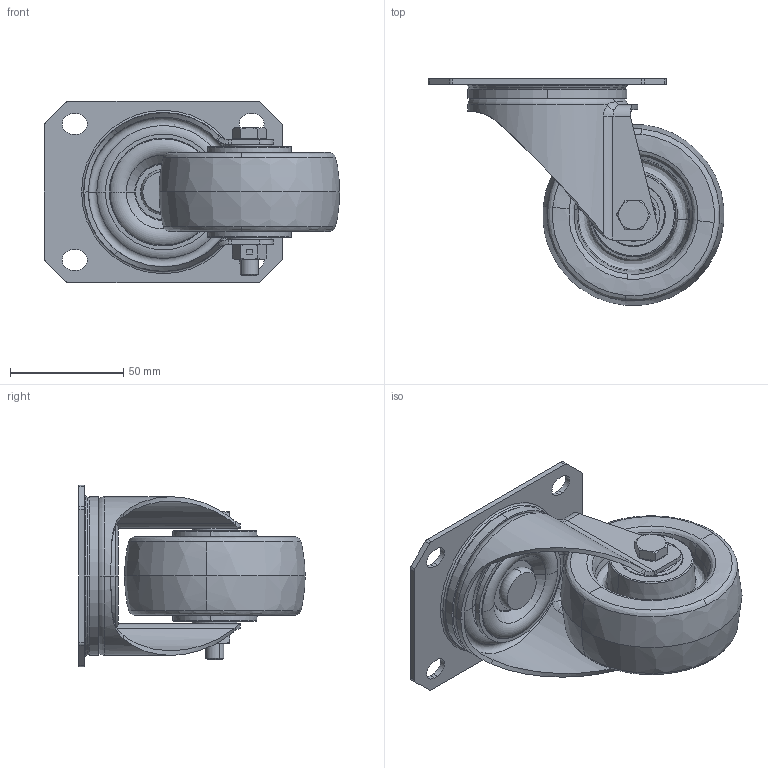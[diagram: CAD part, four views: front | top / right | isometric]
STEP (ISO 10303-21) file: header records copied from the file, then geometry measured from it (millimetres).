
FILE_DESCRIPTION (( 'STEP AP214' ), '1' );
FILE_NAME ('0055892.step', '2023-08-16T09:05:09', ( '' ), ( '' ), 'SwSTEP 2.0', 'SolidWorks 2020', '' );
FILE_SCHEMA (( 'AUTOMOTIVE_DESIGN' ));
Length unit declared in the file: millimetre
Products named in the file (1): 0055892
Bounding box: 130.37 x 99.87 x 80 mm (x, y, z)
Surface area: 99016.6 mm2 (no closed solid volume)
Topology: 0 solids, 24 shells, 645 faces, 1585 edges, 982 vertices
Faces by surface type: bspline 192, plane 130, cylinder 129, cone 120, torus 74
Entity records: 32299 total; most frequent: CARTESIAN_POINT 10901, ORIENTED_EDGE 3130, DIRECTION 2764, EDGE_CURVE 1577, AXIS2_PLACEMENT_3D 1202, VERTEX_POINT 982, CIRCLE 748, EDGE_LOOP 703
